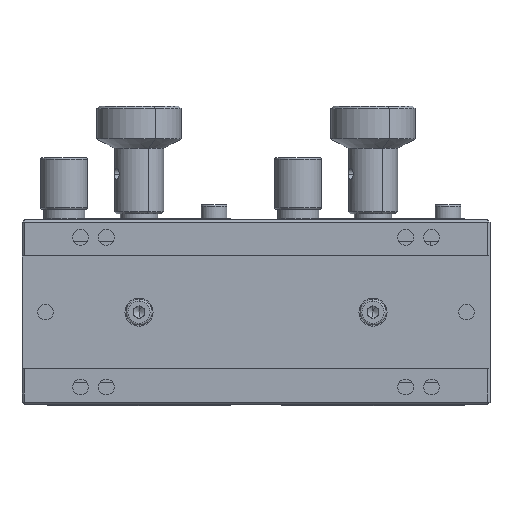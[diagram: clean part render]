
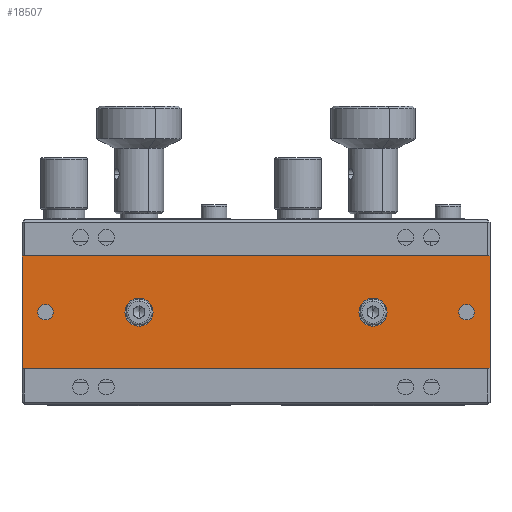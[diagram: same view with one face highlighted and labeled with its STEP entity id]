
A CAD part, front view. The second image highlights one B-rep face of the part: STEP entity #18507.
In plain terms, the highlighted planar face has unit normal (0, -1, 0).
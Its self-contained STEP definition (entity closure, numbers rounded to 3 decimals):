
#244 = DIRECTION ( 'NONE',  ( 0., 0., -1. ) ) ;
#437 = EDGE_LOOP ( 'NONE', ( #10037, #2513 ) ) ;
#479 = EDGE_CURVE ( 'NONE', #18838, #2035, #4881, .T. ) ;
#686 = DIRECTION ( 'NONE',  ( 0., 0., 1. ) ) ;
#839 = DIRECTION ( 'NONE',  ( 0., 1., 0. ) ) ;
#858 = ORIENTED_EDGE ( 'NONE', *, *, #3479, .T. ) ;
#974 = FACE_BOUND ( 'NONE', #8838, .T. ) ;
#1395 = EDGE_CURVE ( 'NONE', #11867, #18838, #13617, .T. ) ;
#1468 = VERTEX_POINT ( 'NONE', #11519 ) ;
#1676 = ORIENTED_EDGE ( 'NONE', *, *, #23293, .T. ) ;
#1844 = CIRCLE ( 'NONE', #20433, 1.65 ) ;
#2035 = VERTEX_POINT ( 'NONE', #6558 ) ;
#2153 = CARTESIAN_POINT ( 'NONE',  ( -50., 0.5, 12. ) ) ;
#2158 = DIRECTION ( 'NONE',  ( 0., 0., -1. ) ) ;
#2229 = CARTESIAN_POINT ( 'NONE',  ( 25., 0.5, 0. ) ) ;
#2308 = ORIENTED_EDGE ( 'NONE', *, *, #14339, .T. ) ;
#2362 = LINE ( 'NONE', #2153, #21425 ) ;
#2479 = AXIS2_PLACEMENT_3D ( 'NONE', #11920, #839, #11678 ) ;
#2513 = ORIENTED_EDGE ( 'NONE', *, *, #4565, .T. ) ;
#2597 = VERTEX_POINT ( 'NONE', #22728 ) ;
#2675 = CARTESIAN_POINT ( 'NONE',  ( 45., 0.5, 0. ) ) ;
#3356 = CARTESIAN_POINT ( 'NONE',  ( 25., 0.5, 0. ) ) ;
#3358 = DIRECTION ( 'NONE',  ( 0., 0., -1. ) ) ;
#3426 = DIRECTION ( 'NONE',  ( 0., 0., -1. ) ) ;
#3479 = EDGE_CURVE ( 'NONE', #1468, #9203, #1844, .T. ) ;
#3488 = VECTOR ( 'NONE', #17612, 1000. ) ;
#3544 = FACE_OUTER_BOUND ( 'NONE', #5195, .T. ) ;
#3646 = CIRCLE ( 'NONE', #16827, 1.65 ) ;
#4008 = VECTOR ( 'NONE', #686, 1000. ) ;
#4449 = EDGE_CURVE ( 'NONE', #22241, #11867, #2362, .T. ) ;
#4565 = EDGE_CURVE ( 'NONE', #19151, #2597, #23393, .T. ) ;
#4721 = CARTESIAN_POINT ( 'NONE',  ( -45., 0.5, 0. ) ) ;
#4881 = LINE ( 'NONE', #15421, #4008 ) ;
#5195 = EDGE_LOOP ( 'NONE', ( #11533, #15794, #13418, #8349 ) ) ;
#5208 = EDGE_CURVE ( 'NONE', #2597, #19151, #9047, .T. ) ;
#5422 = CARTESIAN_POINT ( 'NONE',  ( -25., 0.5, 3. ) ) ;
#5438 = AXIS2_PLACEMENT_3D ( 'NONE', #3356, #8845, #10706 ) ;
#5763 = CIRCLE ( 'NONE', #5438, 3. ) ;
#6114 = DIRECTION ( 'NONE',  ( 0., 0., -1. ) ) ;
#6558 = CARTESIAN_POINT ( 'NONE',  ( 50., 0.5, 12. ) ) ;
#7440 = CARTESIAN_POINT ( 'NONE',  ( 50., 0.5, -12. ) ) ;
#7792 = CARTESIAN_POINT ( 'NONE',  ( -45., 0.5, 1.65 ) ) ;
#7819 = DIRECTION ( 'NONE',  ( 0., 1., 0. ) ) ;
#7894 = CARTESIAN_POINT ( 'NONE',  ( -25., 0.5, 0. ) ) ;
#8036 = CARTESIAN_POINT ( 'NONE',  ( -50., 0.5, -12. ) ) ;
#8349 = ORIENTED_EDGE ( 'NONE', *, *, #14718, .T. ) ;
#8376 = FACE_BOUND ( 'NONE', #437, .T. ) ;
#8566 = VERTEX_POINT ( 'NONE', #14578 ) ;
#8838 = EDGE_LOOP ( 'NONE', ( #17856, #858 ) ) ;
#8845 = DIRECTION ( 'NONE',  ( 0., 1., 0. ) ) ;
#9047 = CIRCLE ( 'NONE', #19283, 3. ) ;
#9203 = VERTEX_POINT ( 'NONE', #11955 ) ;
#9361 = CARTESIAN_POINT ( 'NONE',  ( -45., 0.5, -1.65 ) ) ;
#9367 = DIRECTION ( 'NONE',  ( 1., 0., 0. ) ) ;
#9475 = AXIS2_PLACEMENT_3D ( 'NONE', #2229, #7819, #2158 ) ;
#9562 = DIRECTION ( 'NONE',  ( 0., 1., 0. ) ) ;
#9942 = CARTESIAN_POINT ( 'NONE',  ( -50., 0.5, 12. ) ) ;
#10037 = ORIENTED_EDGE ( 'NONE', *, *, #5208, .T. ) ;
#10706 = DIRECTION ( 'NONE',  ( 0., 0., -1. ) ) ;
#11519 = CARTESIAN_POINT ( 'NONE',  ( 45., 0.5, -1.65 ) ) ;
#11533 = ORIENTED_EDGE ( 'NONE', *, *, #4449, .T. ) ;
#11568 = VERTEX_POINT ( 'NONE', #20467 ) ;
#11606 = DIRECTION ( 'NONE',  ( 0., -1., 0. ) ) ;
#11678 = DIRECTION ( 'NONE',  ( 0., 0., -1. ) ) ;
#11867 = VERTEX_POINT ( 'NONE', #8036 ) ;
#11920 = CARTESIAN_POINT ( 'NONE',  ( 45., 0.5, 0. ) ) ;
#11955 = CARTESIAN_POINT ( 'NONE',  ( 45., 0.5, 1.65 ) ) ;
#12200 = DIRECTION ( 'NONE',  ( 0., 1., 0. ) ) ;
#13125 = DIRECTION ( 'NONE',  ( 0., 0., -1. ) ) ;
#13180 = PLANE ( 'NONE',  #22885 ) ;
#13418 = ORIENTED_EDGE ( 'NONE', *, *, #479, .T. ) ;
#13617 = LINE ( 'NONE', #20265, #17353 ) ;
#13749 = ORIENTED_EDGE ( 'NONE', *, *, #22770, .T. ) ;
#14275 = CARTESIAN_POINT ( 'NONE',  ( -45., 0.5, 0. ) ) ;
#14339 = EDGE_CURVE ( 'NONE', #11568, #8566, #5763, .T. ) ;
#14578 = CARTESIAN_POINT ( 'NONE',  ( 25., 0.5, 3. ) ) ;
#14718 = EDGE_CURVE ( 'NONE', #2035, #22241, #19412, .T. ) ;
#14967 = CARTESIAN_POINT ( 'NONE',  ( 0., 0.5, 0. ) ) ;
#15105 = CIRCLE ( 'NONE', #22608, 1.65 ) ;
#15421 = CARTESIAN_POINT ( 'NONE',  ( 50., 0.5, 12. ) ) ;
#15446 = DIRECTION ( 'NONE',  ( 0., 1., 0. ) ) ;
#15612 = EDGE_LOOP ( 'NONE', ( #22951, #13749 ) ) ;
#15744 = EDGE_LOOP ( 'NONE', ( #2308, #1676 ) ) ;
#15794 = ORIENTED_EDGE ( 'NONE', *, *, #1395, .T. ) ;
#16112 = DIRECTION ( 'NONE',  ( 0., 1., 0. ) ) ;
#16666 = EDGE_CURVE ( 'NONE', #18407, #18126, #15105, .T. ) ;
#16713 = CIRCLE ( 'NONE', #9475, 3. ) ;
#16827 = AXIS2_PLACEMENT_3D ( 'NONE', #4721, #16112, #3426 ) ;
#16940 = CIRCLE ( 'NONE', #2479, 1.65 ) ;
#17353 = VECTOR ( 'NONE', #9367, 1000. ) ;
#17612 = DIRECTION ( 'NONE',  ( -1., 0., 0. ) ) ;
#17673 = CARTESIAN_POINT ( 'NONE',  ( -25., 0.5, 0. ) ) ;
#17856 = ORIENTED_EDGE ( 'NONE', *, *, #18536, .T. ) ;
#18126 = VERTEX_POINT ( 'NONE', #9361 ) ;
#18407 = VERTEX_POINT ( 'NONE', #7792 ) ;
#18507 = ADVANCED_FACE ( 'NONE', ( #3544, #20898, #8376, #974, #20344 ), #13180, .T. ) ;
#18536 = EDGE_CURVE ( 'NONE', #9203, #1468, #16940, .T. ) ;
#18838 = VERTEX_POINT ( 'NONE', #7440 ) ;
#19151 = VERTEX_POINT ( 'NONE', #5422 ) ;
#19283 = AXIS2_PLACEMENT_3D ( 'NONE', #17673, #21211, #19464 ) ;
#19412 = LINE ( 'NONE', #9942, #3488 ) ;
#19464 = DIRECTION ( 'NONE',  ( 0., 0., -1. ) ) ;
#20265 = CARTESIAN_POINT ( 'NONE',  ( -50., 0.5, -12. ) ) ;
#20344 = FACE_BOUND ( 'NONE', #15612, .T. ) ;
#20433 = AXIS2_PLACEMENT_3D ( 'NONE', #2675, #15446, #6114 ) ;
#20467 = CARTESIAN_POINT ( 'NONE',  ( 25., 0.5, -3. ) ) ;
#20898 = FACE_BOUND ( 'NONE', #15744, .T. ) ;
#21211 = DIRECTION ( 'NONE',  ( 0., 1., 0. ) ) ;
#21425 = VECTOR ( 'NONE', #244, 1000. ) ;
#21499 = AXIS2_PLACEMENT_3D ( 'NONE', #7894, #9562, #13125 ) ;
#22241 = VERTEX_POINT ( 'NONE', #22434 ) ;
#22434 = CARTESIAN_POINT ( 'NONE',  ( -50., 0.5, 12. ) ) ;
#22608 = AXIS2_PLACEMENT_3D ( 'NONE', #14275, #12200, #3358 ) ;
#22705 = DIRECTION ( 'NONE',  ( 0., 0., -1. ) ) ;
#22728 = CARTESIAN_POINT ( 'NONE',  ( -25., 0.5, -3. ) ) ;
#22770 = EDGE_CURVE ( 'NONE', #18126, #18407, #3646, .T. ) ;
#22885 = AXIS2_PLACEMENT_3D ( 'NONE', #14967, #11606, #22705 ) ;
#22951 = ORIENTED_EDGE ( 'NONE', *, *, #16666, .T. ) ;
#23293 = EDGE_CURVE ( 'NONE', #8566, #11568, #16713, .T. ) ;
#23393 = CIRCLE ( 'NONE', #21499, 3. ) ;
